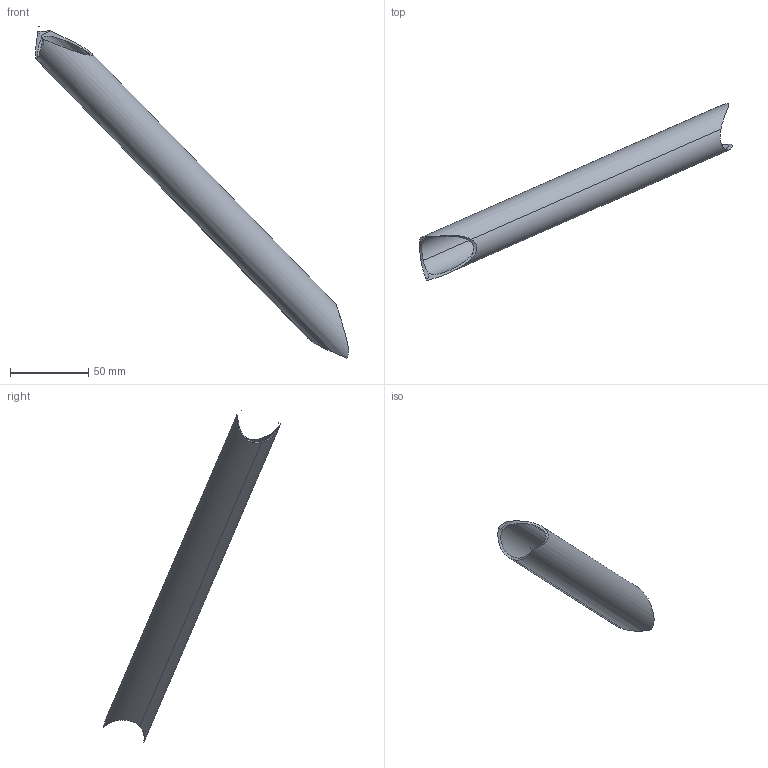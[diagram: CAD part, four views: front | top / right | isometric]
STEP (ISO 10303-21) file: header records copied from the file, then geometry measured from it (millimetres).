
FILE_DESCRIPTION(('STEP AP214'),'1');
FILE_NAME('24.stp','2019-12-01T18:59:09',(' '),(' '),'Spatial InterOp 3D',' ',' ');
FILE_SCHEMA(('AUTOMOTIVE_DESIGN { 1 0 10303 214 1 1 1 1 }'));
Length unit declared in the file: metre
Products named in the file (1): PartBody/Trim.1
Bounding box: 199.48 x 113.1 x 211.52 mm (x, y, z)
Volume: 32848.9 mm3; surface area: 44339.4 mm2
Topology: 3 solids, 3 shells, 19 faces, 50 edges, 35 vertices
Faces by surface type: cylinder 18, plane 1
Entity records: 2121 total; most frequent: CARTESIAN_POINT 1300, ORIENTED_EDGE 100, STYLED_ITEM 64, PRESENTATION_STYLE_ASSIGNMENT 64, COLOUR_RGB 64, DIRECTION 60, EDGE_CURVE 50, CURVE_STYLE 42
